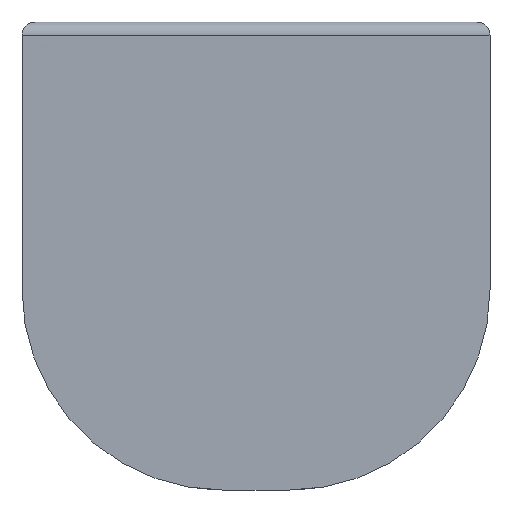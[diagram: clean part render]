
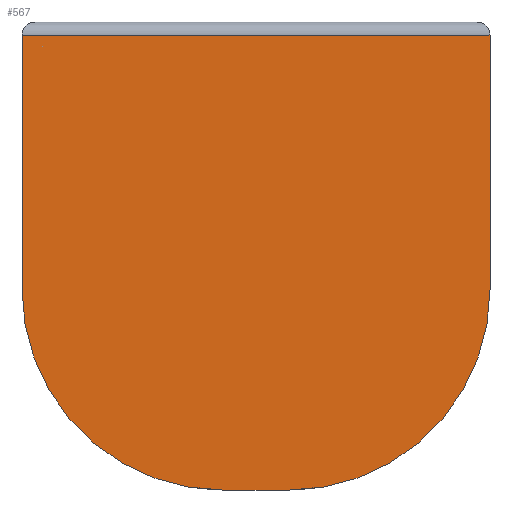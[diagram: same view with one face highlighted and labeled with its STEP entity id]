
A CAD part, front view. The second image highlights one B-rep face of the part: STEP entity #567.
In plain terms, the highlighted planar face has unit normal (0, -1, 0).
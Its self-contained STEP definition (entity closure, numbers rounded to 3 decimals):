
#32 = PLANE('',#33);
#33 = AXIS2_PLACEMENT_3D('',#34,#35,#36);
#34 = CARTESIAN_POINT('',(0.,350.,0.));
#35 = DIRECTION('',(1.,0.,0.));
#36 = DIRECTION('',(0.,-1.,0.));
#57 = VERTEX_POINT('',#58);
#58 = CARTESIAN_POINT('',(0.,0.,340.));
#84 = EDGE_CURVE('',#85,#57,#87,.T.);
#85 = VERTEX_POINT('',#86);
#86 = CARTESIAN_POINT('',(0.,0.,150.));
#87 = SURFACE_CURVE('',#88,(#92,#99),.PCURVE_S1.);
#88 = LINE('',#89,#90);
#89 = CARTESIAN_POINT('',(0.,0.,0.));
#90 = VECTOR('',#91,1.);
#91 = DIRECTION('',(0.,0.,1.));
#92 = PCURVE('',#32,#93);
#93 = DEFINITIONAL_REPRESENTATION('',(#94),#98);
#94 = LINE('',#95,#96);
#95 = CARTESIAN_POINT('',(350.,0.));
#96 = VECTOR('',#97,1.);
#97 = DIRECTION('',(0.,-1.));
#98 = ( GEOMETRIC_REPRESENTATION_CONTEXT(2) 
PARAMETRIC_REPRESENTATION_CONTEXT() REPRESENTATION_CONTEXT('2D SPACE',''
  ) );
#99 = PCURVE('',#100,#105);
#100 = PLANE('',#101);
#101 = AXIS2_PLACEMENT_3D('',#102,#103,#104);
#102 = CARTESIAN_POINT('',(0.,0.,0.));
#103 = DIRECTION('',(0.,1.,0.));
#104 = DIRECTION('',(1.,0.,0.));
#105 = DEFINITIONAL_REPRESENTATION('',(#106),#110);
#106 = LINE('',#107,#108);
#107 = CARTESIAN_POINT('',(0.,0.));
#108 = VECTOR('',#109,1.);
#109 = DIRECTION('',(0.,-1.));
#110 = ( GEOMETRIC_REPRESENTATION_CONTEXT(2) 
PARAMETRIC_REPRESENTATION_CONTEXT() REPRESENTATION_CONTEXT('2D SPACE',''
  ) );
#126 = CYLINDRICAL_SURFACE('',#127,150.);
#127 = AXIS2_PLACEMENT_3D('',#128,#129,#130);
#128 = CARTESIAN_POINT('',(150.,350.,150.));
#129 = DIRECTION('',(0.,-1.,0.));
#130 = DIRECTION('',(-1.,0.,0.));
#159 = PLANE('',#160);
#160 = AXIS2_PLACEMENT_3D('',#161,#162,#163);
#161 = CARTESIAN_POINT('',(350.,0.,0.));
#162 = DIRECTION('',(-1.,0.,0.));
#163 = DIRECTION('',(0.,1.,0.));
#299 = CYLINDRICAL_SURFACE('',#300,10.);
#300 = AXIS2_PLACEMENT_3D('',#301,#302,#303);
#301 = CARTESIAN_POINT('',(0.,10.,340.));
#302 = DIRECTION('',(1.,0.,0.));
#303 = DIRECTION('',(0.,0.,1.));
#515 = VERTEX_POINT('',#516);
#516 = CARTESIAN_POINT('',(150.,0.,0.));
#530 = PLANE('',#531);
#531 = AXIS2_PLACEMENT_3D('',#532,#533,#534);
#532 = CARTESIAN_POINT('',(175.,228.123,0.));
#533 = DIRECTION('',(0.,0.,1.));
#534 = DIRECTION('',(1.,0.,0.));
#542 = EDGE_CURVE('',#85,#515,#543,.T.);
#543 = SURFACE_CURVE('',#544,(#549,#556),.PCURVE_S1.);
#544 = CIRCLE('',#545,150.);
#545 = AXIS2_PLACEMENT_3D('',#546,#547,#548);
#546 = CARTESIAN_POINT('',(150.,0.,150.));
#547 = DIRECTION('',(0.,-1.,0.));
#548 = DIRECTION('',(0.,0.,-1.));
#549 = PCURVE('',#126,#550);
#550 = DEFINITIONAL_REPRESENTATION('',(#551),#555);
#551 = LINE('',#552,#553);
#552 = CARTESIAN_POINT('',(-4.712,350.));
#553 = VECTOR('',#554,1.);
#554 = DIRECTION('',(1.,0.));
#555 = ( GEOMETRIC_REPRESENTATION_CONTEXT(2) 
PARAMETRIC_REPRESENTATION_CONTEXT() REPRESENTATION_CONTEXT('2D SPACE',''
  ) );
#556 = PCURVE('',#100,#557);
#557 = DEFINITIONAL_REPRESENTATION('',(#558),#566);
#558 = ( BOUNDED_CURVE() B_SPLINE_CURVE(2,(#559,#560,#561,#562,#563,#564
,#565),.UNSPECIFIED.,.T.,.F.) B_SPLINE_CURVE_WITH_KNOTS((1,2,2,2,2,1),(
    -2.094,0.,2.094,4.189,6.283,
8.378),.UNSPECIFIED.) CURVE() GEOMETRIC_REPRESENTATION_ITEM() 
RATIONAL_B_SPLINE_CURVE((1.,0.5,1.,0.5,1.,0.5,1.)) REPRESENTATION_ITEM(
  '') );
#559 = CARTESIAN_POINT('',(150.,0.));
#560 = CARTESIAN_POINT('',(409.808,0.));
#561 = CARTESIAN_POINT('',(279.904,-225.));
#562 = CARTESIAN_POINT('',(150.,-450.));
#563 = CARTESIAN_POINT('',(20.096,-225.));
#564 = CARTESIAN_POINT('',(-109.808,0.));
#565 = CARTESIAN_POINT('',(150.,0.));
#566 = ( GEOMETRIC_REPRESENTATION_CONTEXT(2) 
PARAMETRIC_REPRESENTATION_CONTEXT() REPRESENTATION_CONTEXT('2D SPACE',''
  ) );
#567 = ADVANCED_FACE('',(#568),#100,.F.);
#568 = FACE_BOUND('',#569,.F.);
#569 = EDGE_LOOP('',(#570,#571,#594,#617,#646,#667));
#570 = ORIENTED_EDGE('',*,*,#84,.T.);
#571 = ORIENTED_EDGE('',*,*,#572,.T.);
#572 = EDGE_CURVE('',#57,#573,#575,.T.);
#573 = VERTEX_POINT('',#574);
#574 = CARTESIAN_POINT('',(350.,0.,340.));
#575 = SURFACE_CURVE('',#576,(#580,#587),.PCURVE_S1.);
#576 = LINE('',#577,#578);
#577 = CARTESIAN_POINT('',(0.,0.,340.));
#578 = VECTOR('',#579,1.);
#579 = DIRECTION('',(1.,0.,0.));
#580 = PCURVE('',#100,#581);
#581 = DEFINITIONAL_REPRESENTATION('',(#582),#586);
#582 = LINE('',#583,#584);
#583 = CARTESIAN_POINT('',(0.,-340.));
#584 = VECTOR('',#585,1.);
#585 = DIRECTION('',(1.,0.));
#586 = ( GEOMETRIC_REPRESENTATION_CONTEXT(2) 
PARAMETRIC_REPRESENTATION_CONTEXT() REPRESENTATION_CONTEXT('2D SPACE',''
  ) );
#587 = PCURVE('',#299,#588);
#588 = DEFINITIONAL_REPRESENTATION('',(#589),#593);
#589 = LINE('',#590,#591);
#590 = CARTESIAN_POINT('',(1.571,0.));
#591 = VECTOR('',#592,1.);
#592 = DIRECTION('',(0.,1.));
#593 = ( GEOMETRIC_REPRESENTATION_CONTEXT(2) 
PARAMETRIC_REPRESENTATION_CONTEXT() REPRESENTATION_CONTEXT('2D SPACE',''
  ) );
#594 = ORIENTED_EDGE('',*,*,#595,.F.);
#595 = EDGE_CURVE('',#596,#573,#598,.T.);
#596 = VERTEX_POINT('',#597);
#597 = CARTESIAN_POINT('',(350.,0.,150.));
#598 = SURFACE_CURVE('',#599,(#603,#610),.PCURVE_S1.);
#599 = LINE('',#600,#601);
#600 = CARTESIAN_POINT('',(350.,0.,0.));
#601 = VECTOR('',#602,1.);
#602 = DIRECTION('',(0.,0.,1.));
#603 = PCURVE('',#100,#604);
#604 = DEFINITIONAL_REPRESENTATION('',(#605),#609);
#605 = LINE('',#606,#607);
#606 = CARTESIAN_POINT('',(350.,0.));
#607 = VECTOR('',#608,1.);
#608 = DIRECTION('',(0.,-1.));
#609 = ( GEOMETRIC_REPRESENTATION_CONTEXT(2) 
PARAMETRIC_REPRESENTATION_CONTEXT() REPRESENTATION_CONTEXT('2D SPACE',''
  ) );
#610 = PCURVE('',#159,#611);
#611 = DEFINITIONAL_REPRESENTATION('',(#612),#616);
#612 = LINE('',#613,#614);
#613 = CARTESIAN_POINT('',(0.,0.));
#614 = VECTOR('',#615,1.);
#615 = DIRECTION('',(0.,-1.));
#616 = ( GEOMETRIC_REPRESENTATION_CONTEXT(2) 
PARAMETRIC_REPRESENTATION_CONTEXT() REPRESENTATION_CONTEXT('2D SPACE',''
  ) );
#617 = ORIENTED_EDGE('',*,*,#618,.T.);
#618 = EDGE_CURVE('',#596,#619,#621,.T.);
#619 = VERTEX_POINT('',#620);
#620 = CARTESIAN_POINT('',(200.,0.,0.));
#621 = SURFACE_CURVE('',#622,(#627,#634),.PCURVE_S1.);
#622 = CIRCLE('',#623,150.);
#623 = AXIS2_PLACEMENT_3D('',#624,#625,#626);
#624 = CARTESIAN_POINT('',(200.,0.,150.));
#625 = DIRECTION('',(0.,1.,0.));
#626 = DIRECTION('',(0.,0.,1.));
#627 = PCURVE('',#100,#628);
#628 = DEFINITIONAL_REPRESENTATION('',(#629),#633);
#629 = CIRCLE('',#630,150.);
#630 = AXIS2_PLACEMENT_2D('',#631,#632);
#631 = CARTESIAN_POINT('',(200.,-150.));
#632 = DIRECTION('',(0.,-1.));
#633 = ( GEOMETRIC_REPRESENTATION_CONTEXT(2) 
PARAMETRIC_REPRESENTATION_CONTEXT() REPRESENTATION_CONTEXT('2D SPACE',''
  ) );
#634 = PCURVE('',#635,#640);
#635 = CYLINDRICAL_SURFACE('',#636,150.);
#636 = AXIS2_PLACEMENT_3D('',#637,#638,#639);
#637 = CARTESIAN_POINT('',(200.,0.,150.));
#638 = DIRECTION('',(0.,1.,0.));
#639 = DIRECTION('',(1.,0.,0.));
#640 = DEFINITIONAL_REPRESENTATION('',(#641),#645);
#641 = LINE('',#642,#643);
#642 = CARTESIAN_POINT('',(-1.571,0.));
#643 = VECTOR('',#644,1.);
#644 = DIRECTION('',(1.,0.));
#645 = ( GEOMETRIC_REPRESENTATION_CONTEXT(2) 
PARAMETRIC_REPRESENTATION_CONTEXT() REPRESENTATION_CONTEXT('2D SPACE',''
  ) );
#646 = ORIENTED_EDGE('',*,*,#647,.F.);
#647 = EDGE_CURVE('',#515,#619,#648,.T.);
#648 = SURFACE_CURVE('',#649,(#653,#660),.PCURVE_S1.);
#649 = LINE('',#650,#651);
#650 = CARTESIAN_POINT('',(0.,0.,0.));
#651 = VECTOR('',#652,1.);
#652 = DIRECTION('',(1.,0.,0.));
#653 = PCURVE('',#100,#654);
#654 = DEFINITIONAL_REPRESENTATION('',(#655),#659);
#655 = LINE('',#656,#657);
#656 = CARTESIAN_POINT('',(0.,0.));
#657 = VECTOR('',#658,1.);
#658 = DIRECTION('',(1.,0.));
#659 = ( GEOMETRIC_REPRESENTATION_CONTEXT(2) 
PARAMETRIC_REPRESENTATION_CONTEXT() REPRESENTATION_CONTEXT('2D SPACE',''
  ) );
#660 = PCURVE('',#530,#661);
#661 = DEFINITIONAL_REPRESENTATION('',(#662),#666);
#662 = LINE('',#663,#664);
#663 = CARTESIAN_POINT('',(-175.,-228.123));
#664 = VECTOR('',#665,1.);
#665 = DIRECTION('',(1.,0.));
#666 = ( GEOMETRIC_REPRESENTATION_CONTEXT(2) 
PARAMETRIC_REPRESENTATION_CONTEXT() REPRESENTATION_CONTEXT('2D SPACE',''
  ) );
#667 = ORIENTED_EDGE('',*,*,#542,.F.);
